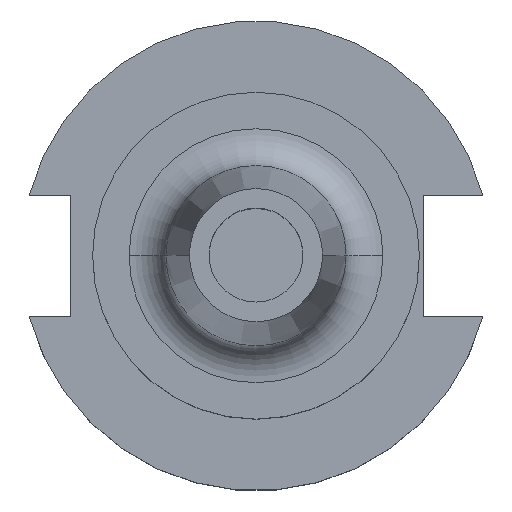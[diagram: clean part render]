
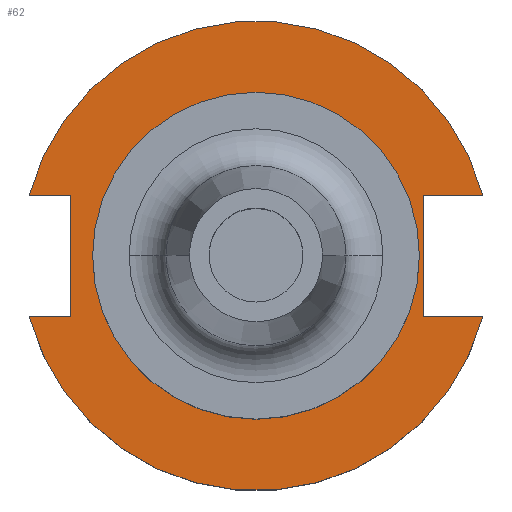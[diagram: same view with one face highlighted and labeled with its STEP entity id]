
A CAD part, top view. The second image highlights one B-rep face of the part: STEP entity #62.
In plain terms, the highlighted planar face has unit normal (0, 0, 1).
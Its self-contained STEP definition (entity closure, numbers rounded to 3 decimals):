
#6 = DIRECTION ( 'NONE',  ( 1., 0., 0. ) ) ;
#8 = VERTEX_POINT ( 'NONE', #1017 ) ;
#11 = DIRECTION ( 'NONE',  ( 0., 0., 1. ) ) ;
#62 = ADVANCED_FACE ( 'NONE', ( #935, #1532 ), #1480, .F. ) ;
#82 = CARTESIAN_POINT ( 'NONE',  ( 0., 0., 19.05 ) ) ;
#90 = CIRCLE ( 'NONE', #957, 31.75 ) ;
#106 = AXIS2_PLACEMENT_3D ( 'NONE', #1384, #513, #1252 ) ;
#154 = DIRECTION ( 'NONE',  ( 0., -1., 0. ) ) ;
#165 = EDGE_CURVE ( 'NONE', #629, #265, #1365, .T. ) ;
#171 = DIRECTION ( 'NONE',  ( 1., 0., 0. ) ) ;
#185 = CARTESIAN_POINT ( 'NONE',  ( -22.1, 0., 19.05 ) ) ;
#240 = EDGE_CURVE ( 'NONE', #789, #8, #1421, .T. ) ;
#265 = VERTEX_POINT ( 'NONE', #515 ) ;
#301 = CARTESIAN_POINT ( 'NONE',  ( -61.091, 8.191, 19.05 ) ) ;
#328 = DIRECTION ( 'NONE',  ( 1., 0., 0. ) ) ;
#329 = VECTOR ( 'NONE', #1608, 1000. ) ;
#337 = CARTESIAN_POINT ( 'NONE',  ( 0., 0., 19.05 ) ) ;
#347 = CARTESIAN_POINT ( 'NONE',  ( -30.675, -8.191, 19.05 ) ) ;
#376 = AXIS2_PLACEMENT_3D ( 'NONE', #981, #877, #749 ) ;
#406 = EDGE_CURVE ( 'NONE', #1508, #876, #90, .T. ) ;
#422 = VECTOR ( 'NONE', #154, 1000. ) ;
#471 = VECTOR ( 'NONE', #328, 1000. ) ;
#492 = ORIENTED_EDGE ( 'NONE', *, *, #1062, .F. ) ;
#513 = DIRECTION ( 'NONE',  ( 0., 0., -1. ) ) ;
#515 = CARTESIAN_POINT ( 'NONE',  ( -25.091, -8.191, 19.05 ) ) ;
#516 = LINE ( 'NONE', #805, #1419 ) ;
#517 = EDGE_CURVE ( 'NONE', #789, #265, #1290, .T. ) ;
#571 = AXIS2_PLACEMENT_3D ( 'NONE', #1165, #1041, #1280 ) ;
#611 = DIRECTION ( 'NONE',  ( 1., 0., 0. ) ) ;
#617 = ORIENTED_EDGE ( 'NONE', *, *, #406, .T. ) ;
#629 = VERTEX_POINT ( 'NONE', #1064 ) ;
#663 = LINE ( 'NONE', #993, #329 ) ;
#668 = VERTEX_POINT ( 'NONE', #185 ) ;
#671 = ORIENTED_EDGE ( 'NONE', *, *, #517, .F. ) ;
#675 = CARTESIAN_POINT ( 'NONE',  ( -61.091, -8.191, 19.05 ) ) ;
#749 = DIRECTION ( 'NONE',  ( 1., 0., 0. ) ) ;
#753 = EDGE_LOOP ( 'NONE', ( #1037, #671, #1549, #968, #1531, #1341, #617, #1019 ) ) ;
#789 = VERTEX_POINT ( 'NONE', #347 ) ;
#805 = CARTESIAN_POINT ( 'NONE',  ( 0., 8.191, 19.05 ) ) ;
#812 = VERTEX_POINT ( 'NONE', #1497 ) ;
#817 = LINE ( 'NONE', #301, #471 ) ;
#823 = CARTESIAN_POINT ( 'NONE',  ( 30.675, 8.191, 19.05 ) ) ;
#834 = VERTEX_POINT ( 'NONE', #1578 ) ;
#837 = ORIENTED_EDGE ( 'NONE', *, *, #1342, .F. ) ;
#856 = EDGE_CURVE ( 'NONE', #834, #8, #663, .T. ) ;
#876 = VERTEX_POINT ( 'NONE', #880 ) ;
#877 = DIRECTION ( 'NONE',  ( 0., 0., 1. ) ) ;
#880 = CARTESIAN_POINT ( 'NONE',  ( -30.675, 8.191, 19.05 ) ) ;
#917 = DIRECTION ( 'NONE',  ( -1., 0., 0. ) ) ;
#935 = FACE_BOUND ( 'NONE', #1476, .T. ) ;
#957 = AXIS2_PLACEMENT_3D ( 'NONE', #337, #1435, #6 ) ;
#964 = VECTOR ( 'NONE', #611, 1000. ) ;
#968 = ORIENTED_EDGE ( 'NONE', *, *, #856, .F. ) ;
#981 = CARTESIAN_POINT ( 'NONE',  ( 0., 0., 19.05 ) ) ;
#993 = CARTESIAN_POINT ( 'NONE',  ( 0., -8.191, 19.05 ) ) ;
#1003 = CIRCLE ( 'NONE', #571, 22.1 ) ;
#1017 = CARTESIAN_POINT ( 'NONE',  ( 30.675, -8.191, 19.05 ) ) ;
#1019 = ORIENTED_EDGE ( 'NONE', *, *, #1587, .T. ) ;
#1022 = CARTESIAN_POINT ( 'NONE',  ( 22.606, 8.191, 19.05 ) ) ;
#1037 = ORIENTED_EDGE ( 'NONE', *, *, #165, .T. ) ;
#1038 = CARTESIAN_POINT ( 'NONE',  ( 22.606, 22.1, 19.05 ) ) ;
#1041 = DIRECTION ( 'NONE',  ( 0., 0., 1. ) ) ;
#1062 = EDGE_CURVE ( 'NONE', #668, #812, #1195, .T. ) ;
#1064 = CARTESIAN_POINT ( 'NONE',  ( -25.091, 8.191, 19.05 ) ) ;
#1159 = LINE ( 'NONE', #1038, #1401 ) ;
#1165 = CARTESIAN_POINT ( 'NONE',  ( 0., 0., 19.05 ) ) ;
#1187 = EDGE_CURVE ( 'NONE', #834, #1225, #1159, .T. ) ;
#1195 = CIRCLE ( 'NONE', #1416, 22.1 ) ;
#1220 = DIRECTION ( 'NONE',  ( 0., 1., 0. ) ) ;
#1225 = VERTEX_POINT ( 'NONE', #1022 ) ;
#1252 = DIRECTION ( 'NONE',  ( -1., 0., 0. ) ) ;
#1280 = DIRECTION ( 'NONE',  ( 1., 0., 0. ) ) ;
#1290 = LINE ( 'NONE', #675, #964 ) ;
#1341 = ORIENTED_EDGE ( 'NONE', *, *, #1567, .F. ) ;
#1342 = EDGE_CURVE ( 'NONE', #812, #668, #1003, .T. ) ;
#1365 = LINE ( 'NONE', #1592, #422 ) ;
#1384 = CARTESIAN_POINT ( 'NONE',  ( 0., 22.1, 19.05 ) ) ;
#1401 = VECTOR ( 'NONE', #1220, 1000. ) ;
#1416 = AXIS2_PLACEMENT_3D ( 'NONE', #82, #11, #171 ) ;
#1419 = VECTOR ( 'NONE', #917, 1000. ) ;
#1421 = CIRCLE ( 'NONE', #376, 31.75 ) ;
#1435 = DIRECTION ( 'NONE',  ( 0., 0., 1. ) ) ;
#1476 = EDGE_LOOP ( 'NONE', ( #837, #492 ) ) ;
#1480 = PLANE ( 'NONE',  #106 ) ;
#1497 = CARTESIAN_POINT ( 'NONE',  ( 22.1, 0., 19.05 ) ) ;
#1508 = VERTEX_POINT ( 'NONE', #823 ) ;
#1531 = ORIENTED_EDGE ( 'NONE', *, *, #1187, .T. ) ;
#1532 = FACE_OUTER_BOUND ( 'NONE', #753, .T. ) ;
#1549 = ORIENTED_EDGE ( 'NONE', *, *, #240, .T. ) ;
#1567 = EDGE_CURVE ( 'NONE', #1508, #1225, #516, .T. ) ;
#1578 = CARTESIAN_POINT ( 'NONE',  ( 22.606, -8.191, 19.05 ) ) ;
#1587 = EDGE_CURVE ( 'NONE', #876, #629, #817, .T. ) ;
#1592 = CARTESIAN_POINT ( 'NONE',  ( -25.091, 8.191, 19.05 ) ) ;
#1608 = DIRECTION ( 'NONE',  ( 1., 0., 0. ) ) ;
